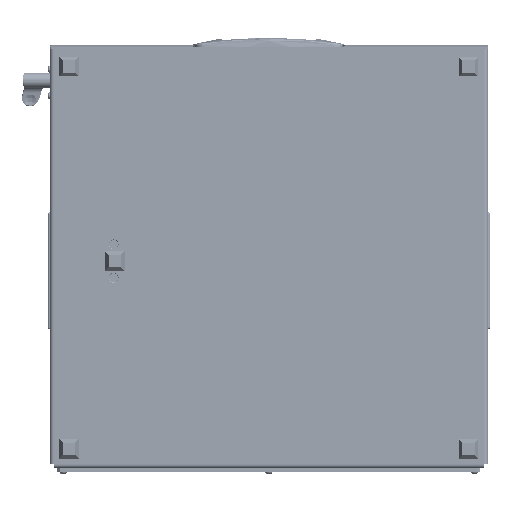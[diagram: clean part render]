
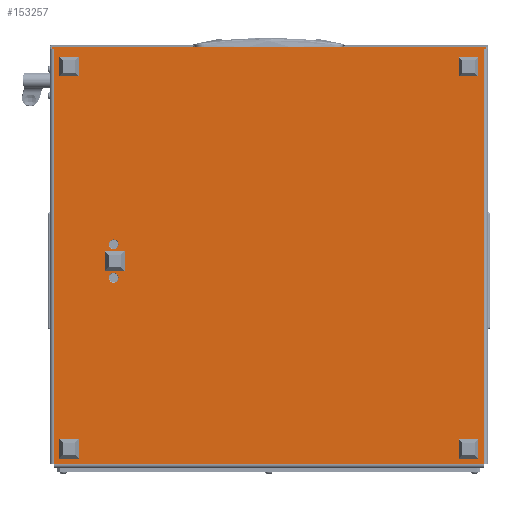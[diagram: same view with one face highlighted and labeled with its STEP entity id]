
A CAD part, front view. The second image highlights one B-rep face of the part: STEP entity #153257.
In plain terms, the highlighted face is planar.
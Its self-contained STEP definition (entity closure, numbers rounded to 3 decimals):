
#2136 = CARTESIAN_POINT ( 'NONE',  ( 436., 452., 0. ) ) ;
#6838 = DIRECTION ( 'NONE',  ( 0., 1., 0. ) ) ;
#7042 = VECTOR ( 'NONE', #37434, 1000. ) ;
#10213 = VERTEX_POINT ( 'NONE', #156950 ) ;
#11283 = DIRECTION ( 'NONE',  ( -1., 0., 0. ) ) ;
#11769 = CARTESIAN_POINT ( 'NONE',  ( 0., 452., 0. ) ) ;
#17751 = VECTOR ( 'NONE', #202603, 1000. ) ;
#18405 = LINE ( 'NONE', #50659, #138056 ) ;
#21330 = FACE_BOUND ( 'NONE', #28856, .T. ) ;
#23554 = ORIENTED_EDGE ( 'NONE', *, *, #198312, .F. ) ;
#26896 = CARTESIAN_POINT ( 'NONE',  ( 205., 389., 0. ) ) ;
#28856 = EDGE_LOOP ( 'NONE', ( #23554, #43220 ) ) ;
#31689 = CARTESIAN_POINT ( 'NONE',  ( 0., -4., 0. ) ) ;
#32635 = VERTEX_POINT ( 'NONE', #174397 ) ;
#32666 = EDGE_CURVE ( 'NONE', #162158, #136865, #152631, .T. ) ;
#34151 = CIRCLE ( 'NONE', #87405, 5.2 ) ;
#37434 = DIRECTION ( 'NONE',  ( 0., 1., 0. ) ) ;
#38266 = DIRECTION ( 'NONE',  ( 0., -1., 0. ) ) ;
#41151 = EDGE_CURVE ( 'NONE', #10213, #103461, #125433, .T. ) ;
#42171 = CARTESIAN_POINT ( 'NONE',  ( 0., 454., 0. ) ) ;
#43220 = ORIENTED_EDGE ( 'NONE', *, *, #82125, .F. ) ;
#44100 = CARTESIAN_POINT ( 'NONE',  ( -2., 454., 0. ) ) ;
#44851 = DIRECTION ( 'NONE',  ( -1., 0., 0. ) ) ;
#47204 = EDGE_CURVE ( 'NONE', #103461, #32635, #194204, .T. ) ;
#48330 = CARTESIAN_POINT ( 'NONE',  ( 205., 389., 0. ) ) ;
#48920 = AXIS2_PLACEMENT_3D ( 'NONE', #161340, #82166, #145716 ) ;
#48950 = LINE ( 'NONE', #62491, #120533 ) ;
#49277 = VERTEX_POINT ( 'NONE', #11769 ) ;
#50659 = CARTESIAN_POINT ( 'NONE',  ( 0., -4., 0. ) ) ;
#51711 = LINE ( 'NONE', #130924, #134279 ) ;
#55652 = DIRECTION ( 'NONE',  ( -1., 0., 0. ) ) ;
#56693 = PLANE ( 'NONE',  #71477 ) ;
#56804 = ORIENTED_EDGE ( 'NONE', *, *, #158416, .T. ) ;
#58378 = ORIENTED_EDGE ( 'NONE', *, *, #47204, .F. ) ;
#62491 = CARTESIAN_POINT ( 'NONE',  ( 0., -2., 0. ) ) ;
#64789 = VERTEX_POINT ( 'NONE', #98407 ) ;
#65787 = EDGE_CURVE ( 'NONE', #169793, #49277, #51711, .T. ) ;
#71477 = AXIS2_PLACEMENT_3D ( 'NONE', #119205, #183829, #55652 ) ;
#74285 = ORIENTED_EDGE ( 'NONE', *, *, #126276, .F. ) ;
#82125 = EDGE_CURVE ( 'NONE', #90289, #161990, #132886, .T. ) ;
#82166 = DIRECTION ( 'NONE',  ( 0., 0., -1. ) ) ;
#83068 = AXIS2_PLACEMENT_3D ( 'NONE', #176492, #114961, #194188 ) ;
#83741 = DIRECTION ( 'NONE',  ( 1., 0., 0. ) ) ;
#83780 = EDGE_CURVE ( 'NONE', #169793, #32635, #148722, .T. ) ;
#86613 = VECTOR ( 'NONE', #38266, 1000. ) ;
#86692 = EDGE_CURVE ( 'NONE', #145063, #64789, #91116, .T. ) ;
#87405 = AXIS2_PLACEMENT_3D ( 'NONE', #26896, #197872, #11283 ) ;
#88753 = CIRCLE ( 'NONE', #48920, 5.2 ) ;
#90289 = VERTEX_POINT ( 'NONE', #188410 ) ;
#91116 = LINE ( 'NONE', #42171, #17751 ) ;
#91414 = ORIENTED_EDGE ( 'NONE', *, *, #83780, .T. ) ;
#98005 = LINE ( 'NONE', #102051, #7042 ) ;
#98407 = CARTESIAN_POINT ( 'NONE',  ( 0., 454., 0. ) ) ;
#98669 = DIRECTION ( 'NONE',  ( -1., 0., 0. ) ) ;
#99258 = ORIENTED_EDGE ( 'NONE', *, *, #103513, .F. ) ;
#99387 = CARTESIAN_POINT ( 'NONE',  ( 0., 0., 0. ) ) ;
#102051 = CARTESIAN_POINT ( 'NONE',  ( -2., -4., 0. ) ) ;
#103415 = EDGE_CURVE ( 'NONE', #10213, #197070, #48950, .T. ) ;
#103461 = VERTEX_POINT ( 'NONE', #162462 ) ;
#103513 = EDGE_CURVE ( 'NONE', #136865, #162158, #34151, .T. ) ;
#106665 = ORIENTED_EDGE ( 'NONE', *, *, #103415, .T. ) ;
#111845 = DIRECTION ( 'NONE',  ( 0., 0., -1. ) ) ;
#112044 = FACE_BOUND ( 'NONE', #148635, .T. ) ;
#114961 = DIRECTION ( 'NONE',  ( 0., 0., -1. ) ) ;
#119205 = CARTESIAN_POINT ( 'NONE',  ( 0., 452., 0. ) ) ;
#120533 = VECTOR ( 'NONE', #44851, 1000. ) ;
#120834 = CARTESIAN_POINT ( 'NONE',  ( 199.8, 389., 0. ) ) ;
#121864 = CARTESIAN_POINT ( 'NONE',  ( 210.2, 389., 0. ) ) ;
#121926 = CARTESIAN_POINT ( 'NONE',  ( -2., -2., 0. ) ) ;
#125433 = LINE ( 'NONE', #31689, #146290 ) ;
#126276 = EDGE_CURVE ( 'NONE', #49277, #64789, #18405, .T. ) ;
#129332 = ORIENTED_EDGE ( 'NONE', *, *, #32666, .F. ) ;
#130361 = ORIENTED_EDGE ( 'NONE', *, *, #41151, .F. ) ;
#130924 = CARTESIAN_POINT ( 'NONE',  ( 0., 452., 0. ) ) ;
#131467 = VECTOR ( 'NONE', #83741, 1000. ) ;
#132886 = CIRCLE ( 'NONE', #83068, 5.2 ) ;
#134279 = VECTOR ( 'NONE', #98669, 1000. ) ;
#136865 = VERTEX_POINT ( 'NONE', #121864 ) ;
#138056 = VECTOR ( 'NONE', #6838, 1000. ) ;
#145063 = VERTEX_POINT ( 'NONE', #44100 ) ;
#145255 = DIRECTION ( 'NONE',  ( 0., 1., 0. ) ) ;
#145716 = DIRECTION ( 'NONE',  ( -1., 0., 0. ) ) ;
#146290 = VECTOR ( 'NONE', #145255, 1000. ) ;
#148635 = EDGE_LOOP ( 'NONE', ( #129332, #99258 ) ) ;
#148722 = LINE ( 'NONE', #2136, #86613 ) ;
#149513 = ORIENTED_EDGE ( 'NONE', *, *, #65787, .F. ) ;
#152631 = CIRCLE ( 'NONE', #179100, 5.2 ) ;
#153257 = ADVANCED_FACE ( 'NONE', ( #112044, #21330, #169253 ), #56693, .T. ) ;
#156950 = CARTESIAN_POINT ( 'NONE',  ( 0., -2., 0. ) ) ;
#158416 = EDGE_CURVE ( 'NONE', #197070, #145063, #98005, .T. ) ;
#158783 = DIRECTION ( 'NONE',  ( -1., 0., 0. ) ) ;
#161340 = CARTESIAN_POINT ( 'NONE',  ( 240., 389., 0. ) ) ;
#161990 = VERTEX_POINT ( 'NONE', #180327 ) ;
#162158 = VERTEX_POINT ( 'NONE', #120834 ) ;
#162462 = CARTESIAN_POINT ( 'NONE',  ( 0., 0., 0. ) ) ;
#169253 = FACE_OUTER_BOUND ( 'NONE', #169458, .T. ) ;
#169458 = EDGE_LOOP ( 'NONE', ( #130361, #106665, #56804, #194179, #74285, #149513, #91414, #58378 ) ) ;
#169793 = VERTEX_POINT ( 'NONE', #194916 ) ;
#174397 = CARTESIAN_POINT ( 'NONE',  ( 436., 0., 0. ) ) ;
#176492 = CARTESIAN_POINT ( 'NONE',  ( 240., 389., 0. ) ) ;
#179100 = AXIS2_PLACEMENT_3D ( 'NONE', #48330, #111845, #158783 ) ;
#180327 = CARTESIAN_POINT ( 'NONE',  ( 234.8, 389., 0. ) ) ;
#183829 = DIRECTION ( 'NONE',  ( 0., 0., -1. ) ) ;
#188410 = CARTESIAN_POINT ( 'NONE',  ( 245.2, 389., 0. ) ) ;
#194179 = ORIENTED_EDGE ( 'NONE', *, *, #86692, .T. ) ;
#194188 = DIRECTION ( 'NONE',  ( -1., 0., 0. ) ) ;
#194204 = LINE ( 'NONE', #99387, #131467 ) ;
#194916 = CARTESIAN_POINT ( 'NONE',  ( 436., 452., 0. ) ) ;
#197070 = VERTEX_POINT ( 'NONE', #121926 ) ;
#197872 = DIRECTION ( 'NONE',  ( 0., 0., -1. ) ) ;
#198312 = EDGE_CURVE ( 'NONE', #161990, #90289, #88753, .T. ) ;
#202603 = DIRECTION ( 'NONE',  ( 1., 0., 0. ) ) ;
